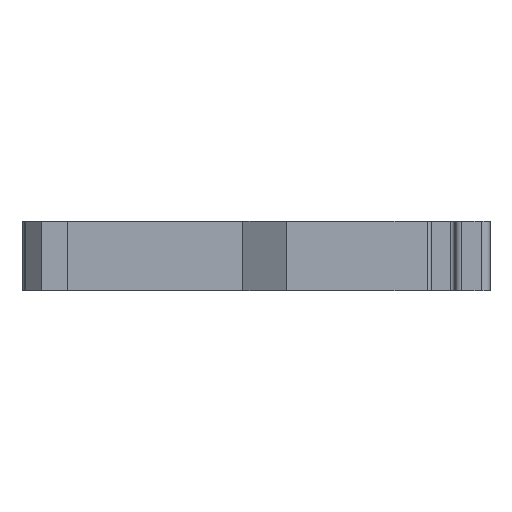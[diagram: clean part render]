
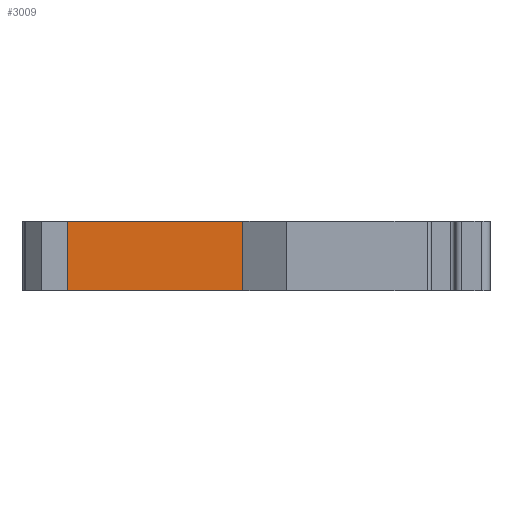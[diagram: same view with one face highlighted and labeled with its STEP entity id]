
A CAD part, left-side view. The second image highlights one B-rep face of the part: STEP entity #3009.
In plain terms, the highlighted planar face has unit normal (-1, 0, 0).
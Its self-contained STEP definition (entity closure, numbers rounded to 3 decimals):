
#48=DIRECTION('',(0.,-1.,0.));
#49=VECTOR('',#48,20.1);
#50=CARTESIAN_POINT('',(-26.1,21.599,-4.));
#51=LINE('',#50,#49);
#767=DIRECTION('',(0.,0.,1.));
#768=VECTOR('',#767,8.);
#769=CARTESIAN_POINT('',(-26.1,1.499,-4.));
#770=LINE('',#769,#768);
#771=DIRECTION('',(0.,0.,1.));
#772=VECTOR('',#771,8.);
#773=CARTESIAN_POINT('',(-26.1,21.599,-4.));
#774=LINE('',#773,#772);
#1174=DIRECTION('',(0.,-1.,0.));
#1175=VECTOR('',#1174,20.1);
#1176=CARTESIAN_POINT('',(-26.1,21.599,4.));
#1177=LINE('',#1176,#1175);
#1219=CARTESIAN_POINT('',(-26.1,21.599,-4.));
#1220=VERTEX_POINT('',#1219);
#1221=CARTESIAN_POINT('',(-26.1,1.499,-4.));
#1222=VERTEX_POINT('',#1221);
#1407=CARTESIAN_POINT('',(-26.1,21.599,4.));
#1408=VERTEX_POINT('',#1407);
#1409=CARTESIAN_POINT('',(-26.1,1.499,4.));
#1410=VERTEX_POINT('',#1409);
#2996=CARTESIAN_POINT('',(-26.1,21.599,-4.));
#2997=DIRECTION('',(-1.,0.,0.));
#2998=DIRECTION('',(0.,-1.,0.));
#2999=AXIS2_PLACEMENT_3D('',#2996,#2997,#2998);
#3000=PLANE('',#2999);
#3001=ORIENTED_EDGE('',*,*,#1600,.F.);
#3003=ORIENTED_EDGE('',*,*,#3002,.T.);
#3005=ORIENTED_EDGE('',*,*,#3004,.T.);
#3006=ORIENTED_EDGE('',*,*,#2988,.F.);
#3007=EDGE_LOOP('',(#3001,#3003,#3005,#3006));
#3008=FACE_OUTER_BOUND('',#3007,.F.);
#1600=EDGE_CURVE('',#1220,#1222,#51,.T.);
#2988=EDGE_CURVE('',#1222,#1410,#770,.T.);
#3002=EDGE_CURVE('',#1220,#1408,#774,.T.);
#3004=EDGE_CURVE('',#1408,#1410,#1177,.T.);
#3009=ADVANCED_FACE('',(#3008),#3000,.T.);
